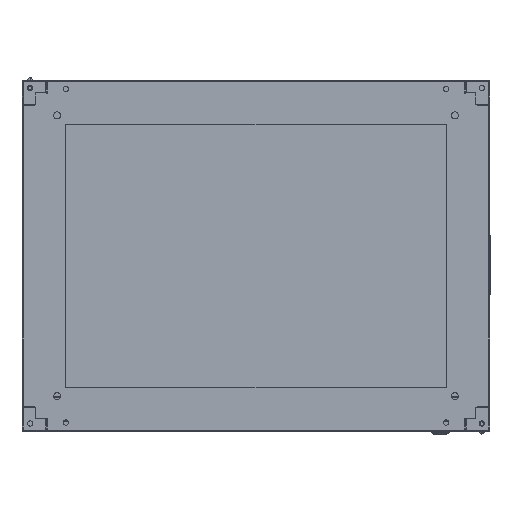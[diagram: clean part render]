
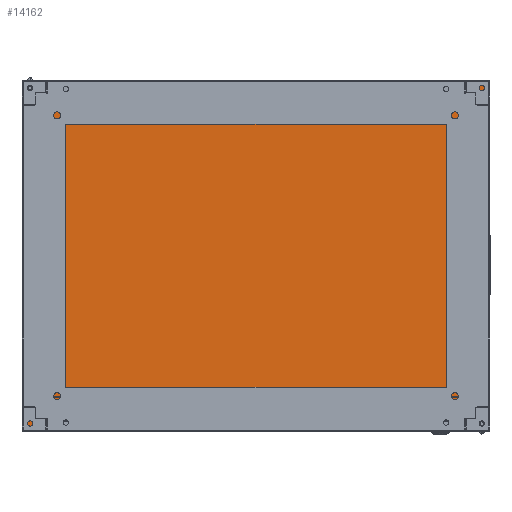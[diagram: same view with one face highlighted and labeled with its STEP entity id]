
A CAD part, front view. The second image highlights one B-rep face of the part: STEP entity #14162.
In plain terms, the highlighted face is planar.
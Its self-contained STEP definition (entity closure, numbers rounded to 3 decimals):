
#136 = CARTESIAN_POINT ( 'NONE',  ( 755., 0., 0. ) ) ;
#1244 = DIRECTION ( 'NONE',  ( -1., 0., 0. ) ) ;
#1322 = ORIENTED_EDGE ( 'NONE', *, *, #4708, .T. ) ;
#1921 = AXIS2_PLACEMENT_3D ( 'NONE', #21616, #25004, #7681 ) ;
#1954 = DIRECTION ( 'NONE',  ( 0., 0., -1. ) ) ;
#1998 = VERTEX_POINT ( 'NONE', #7945 ) ;
#2156 = CARTESIAN_POINT ( 'NONE',  ( 796., 555., 0. ) ) ;
#2280 = CARTESIAN_POINT ( 'NONE',  ( 0., 555., 0. ) ) ;
#2532 = CARTESIAN_POINT ( 'NONE',  ( 41., 596., 0. ) ) ;
#2625 = CARTESIAN_POINT ( 'NONE',  ( 12., 584.7, 0. ) ) ;
#3159 = LINE ( 'NONE', #34207, #44219 ) ;
#3260 = CARTESIAN_POINT ( 'NONE',  ( 796., 0., 0. ) ) ;
#3293 = CARTESIAN_POINT ( 'NONE',  ( 796., 596., 0. ) ) ;
#3524 = DIRECTION ( 'NONE',  ( 1., 0., 0. ) ) ;
#4708 = EDGE_CURVE ( 'NONE', #34680, #14881, #3159, .T. ) ;
#4944 = CARTESIAN_POINT ( 'NONE',  ( 0., 0., 0. ) ) ;
#5875 = CARTESIAN_POINT ( 'NONE',  ( 788.5, 11.3, 0. ) ) ;
#5893 = CIRCLE ( 'NONE', #29647, 4.5 ) ;
#6178 = VECTOR ( 'NONE', #42848, 1000. ) ;
#6316 = CARTESIAN_POINT ( 'NONE',  ( 0., 0., 0. ) ) ;
#6651 = EDGE_CURVE ( 'NONE', #43905, #38190, #44316, .T. ) ;
#7558 = CARTESIAN_POINT ( 'NONE',  ( 0., 0., 0. ) ) ;
#7648 = VECTOR ( 'NONE', #39160, 1000. ) ;
#7681 = DIRECTION ( 'NONE',  ( -1., 0., 0. ) ) ;
#7945 = CARTESIAN_POINT ( 'NONE',  ( 755., 596., 0. ) ) ;
#8032 = EDGE_LOOP ( 'NONE', ( #21595, #38456 ) ) ;
#8073 = EDGE_CURVE ( 'NONE', #14881, #33244, #34173, .T. ) ;
#8112 = VECTOR ( 'NONE', #15087, 1000. ) ;
#8196 = EDGE_LOOP ( 'NONE', ( #22768, #12875, #36660, #40518, #31009, #24966, #1322, #24632, #40745, #21351, #14373, #16644 ) ) ;
#8463 = VECTOR ( 'NONE', #10102, 1000. ) ;
#8876 = LINE ( 'NONE', #11387, #6178 ) ;
#9374 = CARTESIAN_POINT ( 'NONE',  ( 0., 0., 0. ) ) ;
#9772 = CARTESIAN_POINT ( 'NONE',  ( 784., 11.3, 0. ) ) ;
#10102 = DIRECTION ( 'NONE',  ( 1., 0., 0. ) ) ;
#11140 = VERTEX_POINT ( 'NONE', #6316 ) ;
#11387 = CARTESIAN_POINT ( 'NONE',  ( 0., 596., 0. ) ) ;
#11770 = EDGE_CURVE ( 'NONE', #24606, #34680, #20004, .T. ) ;
#11942 = LINE ( 'NONE', #4944, #8112 ) ;
#12757 = DIRECTION ( 'NONE',  ( 0., -1., 0. ) ) ;
#12875 = ORIENTED_EDGE ( 'NONE', *, *, #31442, .T. ) ;
#12935 = EDGE_CURVE ( 'NONE', #38190, #43905, #28782, .T. ) ;
#13232 = DIRECTION ( 'NONE',  ( -1., 0., 0. ) ) ;
#13459 = FACE_OUTER_BOUND ( 'NONE', #8196, .T. ) ;
#13944 = LINE ( 'NONE', #24280, #38610 ) ;
#14130 = VERTEX_POINT ( 'NONE', #3293 ) ;
#14162 = ADVANCED_FACE ( 'NONE', ( #27374, #34774, #13459 ), #28028, .F. ) ;
#14373 = ORIENTED_EDGE ( 'NONE', *, *, #30972, .T. ) ;
#14546 = CARTESIAN_POINT ( 'NONE',  ( 0., 596., 0. ) ) ;
#14832 = EDGE_CURVE ( 'NONE', #33244, #14130, #28304, .T. ) ;
#14881 = VERTEX_POINT ( 'NONE', #29211 ) ;
#15087 = DIRECTION ( 'NONE',  ( 1., 0., 0. ) ) ;
#15210 = EDGE_CURVE ( 'NONE', #39251, #24606, #30762, .T. ) ;
#16644 = ORIENTED_EDGE ( 'NONE', *, *, #20188, .T. ) ;
#16735 = VERTEX_POINT ( 'NONE', #36747 ) ;
#17472 = CARTESIAN_POINT ( 'NONE',  ( 0., 0., 0. ) ) ;
#17692 = CARTESIAN_POINT ( 'NONE',  ( 784., 11.3, 0. ) ) ;
#18173 = VERTEX_POINT ( 'NONE', #40455 ) ;
#18242 = LINE ( 'NONE', #35544, #7648 ) ;
#18584 = VECTOR ( 'NONE', #36896, 1000. ) ;
#18679 = VECTOR ( 'NONE', #3524, 1000. ) ;
#18981 = VERTEX_POINT ( 'NONE', #5875 ) ;
#19631 = CIRCLE ( 'NONE', #40472, 4.5 ) ;
#19723 = DIRECTION ( 'NONE',  ( -1., 0., 0. ) ) ;
#20004 = LINE ( 'NONE', #20414, #8463 ) ;
#20188 = EDGE_CURVE ( 'NONE', #31926, #39034, #8876, .T. ) ;
#20313 = DIRECTION ( 'NONE',  ( 0., 0., -1. ) ) ;
#20351 = LINE ( 'NONE', #9374, #22856 ) ;
#20414 = CARTESIAN_POINT ( 'NONE',  ( 0., 0., 0. ) ) ;
#21277 = DIRECTION ( 'NONE',  ( -1., 0., 0. ) ) ;
#21351 = ORIENTED_EDGE ( 'NONE', *, *, #43476, .T. ) ;
#21595 = ORIENTED_EDGE ( 'NONE', *, *, #12935, .T. ) ;
#21616 = CARTESIAN_POINT ( 'NONE',  ( 12., 584.7, 0. ) ) ;
#22258 = VECTOR ( 'NONE', #42035, 1000. ) ;
#22768 = ORIENTED_EDGE ( 'NONE', *, *, #30658, .T. ) ;
#22856 = VECTOR ( 'NONE', #12757, 1000. ) ;
#23043 = AXIS2_PLACEMENT_3D ( 'NONE', #2625, #1954, #19723 ) ;
#24280 = CARTESIAN_POINT ( 'NONE',  ( 0., 0., 0. ) ) ;
#24559 = ORIENTED_EDGE ( 'NONE', *, *, #24669, .T. ) ;
#24606 = VERTEX_POINT ( 'NONE', #136 ) ;
#24632 = ORIENTED_EDGE ( 'NONE', *, *, #8073, .T. ) ;
#24647 = DIRECTION ( 'NONE',  ( 0., 0., -1. ) ) ;
#24669 = EDGE_CURVE ( 'NONE', #18981, #18173, #5893, .T. ) ;
#24966 = ORIENTED_EDGE ( 'NONE', *, *, #11770, .T. ) ;
#25004 = DIRECTION ( 'NONE',  ( 0., 0., -1. ) ) ;
#25339 = EDGE_CURVE ( 'NONE', #11140, #39251, #11942, .T. ) ;
#27374 = FACE_BOUND ( 'NONE', #43941, .T. ) ;
#27446 = ORIENTED_EDGE ( 'NONE', *, *, #35270, .T. ) ;
#27866 = VECTOR ( 'NONE', #13232, 1000. ) ;
#28023 = DIRECTION ( 'NONE',  ( -1., 0., 0. ) ) ;
#28028 = PLANE ( 'NONE',  #39555 ) ;
#28088 = CARTESIAN_POINT ( 'NONE',  ( 796., 0., 0. ) ) ;
#28304 = LINE ( 'NONE', #28088, #22258 ) ;
#28782 = CIRCLE ( 'NONE', #23043, 4.5 ) ;
#29211 = CARTESIAN_POINT ( 'NONE',  ( 796., 41., 0. ) ) ;
#29647 = AXIS2_PLACEMENT_3D ( 'NONE', #17692, #31628, #28023 ) ;
#30658 = EDGE_CURVE ( 'NONE', #39034, #37661, #13944, .T. ) ;
#30762 = LINE ( 'NONE', #17472, #18679 ) ;
#30972 = EDGE_CURVE ( 'NONE', #1998, #31926, #43610, .T. ) ;
#31009 = ORIENTED_EDGE ( 'NONE', *, *, #15210, .T. ) ;
#31023 = DIRECTION ( 'NONE',  ( 0., -1., 0. ) ) ;
#31442 = EDGE_CURVE ( 'NONE', #37661, #16735, #20351, .T. ) ;
#31628 = DIRECTION ( 'NONE',  ( 0., 0., -1. ) ) ;
#31926 = VERTEX_POINT ( 'NONE', #2532 ) ;
#32071 = LINE ( 'NONE', #14546, #44278 ) ;
#33244 = VERTEX_POINT ( 'NONE', #2156 ) ;
#33467 = CARTESIAN_POINT ( 'NONE',  ( 0., 596., 0. ) ) ;
#33756 = CARTESIAN_POINT ( 'NONE',  ( 796., 0., 0. ) ) ;
#34173 = LINE ( 'NONE', #33756, #18584 ) ;
#34207 = CARTESIAN_POINT ( 'NONE',  ( 796., 0., 0. ) ) ;
#34680 = VERTEX_POINT ( 'NONE', #3260 ) ;
#34774 = FACE_BOUND ( 'NONE', #8032, .T. ) ;
#34942 = CARTESIAN_POINT ( 'NONE',  ( 16.5, 584.7, 0. ) ) ;
#35270 = EDGE_CURVE ( 'NONE', #18173, #18981, #19631, .T. ) ;
#35544 = CARTESIAN_POINT ( 'NONE',  ( 0., 0., 0. ) ) ;
#36660 = ORIENTED_EDGE ( 'NONE', *, *, #38897, .T. ) ;
#36747 = CARTESIAN_POINT ( 'NONE',  ( 0., 41., 0. ) ) ;
#36896 = DIRECTION ( 'NONE',  ( 0., 1., 0. ) ) ;
#37121 = CARTESIAN_POINT ( 'NONE',  ( 0., 596., 0. ) ) ;
#37411 = DIRECTION ( 'NONE',  ( -1., 0., 0. ) ) ;
#37661 = VERTEX_POINT ( 'NONE', #2280 ) ;
#38190 = VERTEX_POINT ( 'NONE', #43188 ) ;
#38456 = ORIENTED_EDGE ( 'NONE', *, *, #6651, .T. ) ;
#38610 = VECTOR ( 'NONE', #31023, 1000. ) ;
#38679 = CARTESIAN_POINT ( 'NONE',  ( 41., 0., 0. ) ) ;
#38897 = EDGE_CURVE ( 'NONE', #16735, #11140, #18242, .T. ) ;
#39034 = VERTEX_POINT ( 'NONE', #37121 ) ;
#39160 = DIRECTION ( 'NONE',  ( 0., -1., 0. ) ) ;
#39251 = VERTEX_POINT ( 'NONE', #38679 ) ;
#39555 = AXIS2_PLACEMENT_3D ( 'NONE', #7558, #24647, #21277 ) ;
#40455 = CARTESIAN_POINT ( 'NONE',  ( 779.5, 11.3, 0. ) ) ;
#40472 = AXIS2_PLACEMENT_3D ( 'NONE', #9772, #20313, #37411 ) ;
#40518 = ORIENTED_EDGE ( 'NONE', *, *, #25339, .T. ) ;
#40745 = ORIENTED_EDGE ( 'NONE', *, *, #14832, .T. ) ;
#42035 = DIRECTION ( 'NONE',  ( 0., 1., 0. ) ) ;
#42848 = DIRECTION ( 'NONE',  ( -1., 0., 0. ) ) ;
#43188 = CARTESIAN_POINT ( 'NONE',  ( 7.5, 584.7, 0. ) ) ;
#43476 = EDGE_CURVE ( 'NONE', #14130, #1998, #32071, .T. ) ;
#43610 = LINE ( 'NONE', #33467, #27866 ) ;
#43905 = VERTEX_POINT ( 'NONE', #34942 ) ;
#43941 = EDGE_LOOP ( 'NONE', ( #27446, #24559 ) ) ;
#44124 = DIRECTION ( 'NONE',  ( 0., 1., 0. ) ) ;
#44219 = VECTOR ( 'NONE', #44124, 1000. ) ;
#44278 = VECTOR ( 'NONE', #1244, 1000. ) ;
#44316 = CIRCLE ( 'NONE', #1921, 4.5 ) ;
